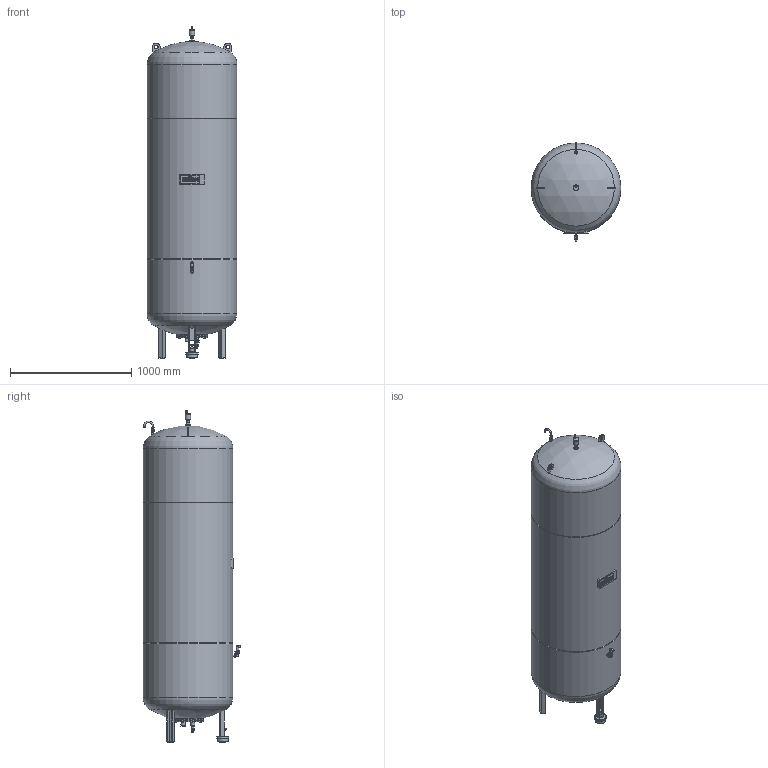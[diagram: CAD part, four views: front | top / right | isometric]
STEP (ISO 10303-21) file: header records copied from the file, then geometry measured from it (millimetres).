
FILE_DESCRIPTION(/* description */ (''),/* implementation_level */ '2;1');
FILE_NAME(/* name */ '3d_VariomatVG1000(740)-8600611.stp',/* time_stamp */ '2016-06-14T10:59:46+02:00',/* author */ ('Andrzej'),/* organization */ (''),/* preprocessor_version */ 'ST-DEVELOPER v15.5',/* originating_system */ 'AutoCAD Mechanical',/* authorisation */ '');
FILE_SCHEMA (('AUTOMOTIVE_DESIGN { 1 0 10303 214 3 1 1 }'));
Length unit declared in the file: millimetre
Products named in the file (1): Product
Bounding box: 740 x 806 x 2737 mm (x, y, z)
Volume: 993405853.2 mm3; surface area: 8318207 mm2
Topology: 48 solids, 48 shells, 661 faces, 1480 edges, 958 vertices
Faces by surface type: plane 404, cylinder 202, torus 21, cone 17, sphere 13, bspline 4
Full cylindrical faces by diameter (mm): 3.5 x1, 6 x1, 8.7 x1, 9 x1, 10.8 x3, 11 x3, 11.2 x2, 11.5 x1, 12 x10, 13 x1, 13.4 x2, 14.3 x1, 14.6 x1, 15 x1, 16 x2, 16.6 x3, 18.5 x1, 20 x4, 20.9 x2, 21 x1, 21.3 x1, 22 x1, 23.3 x1, 23.6 x1, 24 x1, 24.7 x1, 26 x1, 26.4 x1, 26.9 x1, 28 x3
Entity records: 18067 total; most frequent: CARTESIAN_POINT 3471, DIRECTION 3102, ORIENTED_EDGE 2688, EDGE_CURVE 1344, AXIS2_PLACEMENT_3D 1125, VERTEX_POINT 936, LINE 852, VECTOR 852
